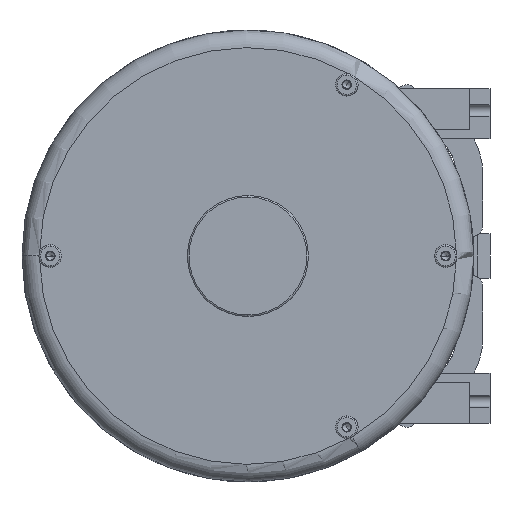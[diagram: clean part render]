
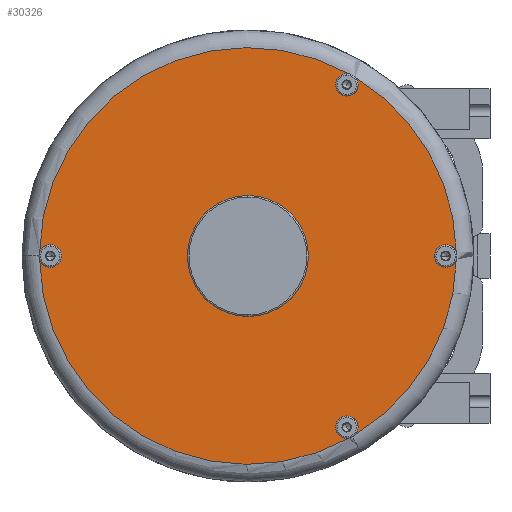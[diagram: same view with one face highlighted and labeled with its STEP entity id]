
A CAD part, left-side view. The second image highlights one B-rep face of the part: STEP entity #30326.
In plain terms, the highlighted planar face has unit normal (-1, 0, 0).
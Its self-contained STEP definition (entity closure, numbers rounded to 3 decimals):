
#12291=CARTESIAN_POINT('',(-229.5,0.,0.));
#12292=DIRECTION('',(-1.,0.,0.));
#12293=DIRECTION('',(0.,0.,1.));
#12294=AXIS2_PLACEMENT_3D('',#12291,#12292,#12293);
#12296=CARTESIAN_POINT('',(-229.5,0.,0.));
#12297=DIRECTION('',(-1.,0.,0.));
#12298=DIRECTION('',(0.,0.,-1.));
#12299=AXIS2_PLACEMENT_3D('',#12296,#12297,#12298);
#12301=CARTESIAN_POINT('',(-229.5,0.,0.));
#12302=DIRECTION('',(-1.,0.,0.));
#12303=DIRECTION('',(0.,-0.515,-0.857));
#12304=AXIS2_PLACEMENT_3D('',#12301,#12302,#12303);
#12306=CARTESIAN_POINT('',(-229.5,-122.5,-212.176));
#12307=DIRECTION('',(-1.,0.,0.));
#12308=DIRECTION('',(0.,-0.759,-0.651));
#12309=AXIS2_PLACEMENT_3D('',#12306,#12307,#12308);
#12311=CARTESIAN_POINT('',(-229.5,-122.5,-212.176));
#12312=DIRECTION('',(-1.,0.,0.));
#12313=DIRECTION('',(0.,0.,1.));
#12314=AXIS2_PLACEMENT_3D('',#12311,#12312,#12313);
#12316=CARTESIAN_POINT('',(-229.5,-122.5,-212.176));
#12317=DIRECTION('',(-1.,0.,0.));
#12318=DIRECTION('',(0.,0.,-1.));
#12319=AXIS2_PLACEMENT_3D('',#12316,#12317,#12318);
#12321=CARTESIAN_POINT('',(-229.5,0.,0.));
#12322=DIRECTION('',(-1.,0.,0.));
#12323=DIRECTION('',(0.,1.,-0.018));
#12324=AXIS2_PLACEMENT_3D('',#12321,#12322,#12323);
#12326=CARTESIAN_POINT('',(-229.5,245.,0.));
#12327=DIRECTION('',(-1.,0.,0.));
#12328=DIRECTION('',(0.,0.943,-0.332));
#12329=AXIS2_PLACEMENT_3D('',#12326,#12327,#12328);
#12331=CARTESIAN_POINT('',(-229.5,245.,0.));
#12332=DIRECTION('',(-1.,0.,0.));
#12333=DIRECTION('',(0.,0.,-1.));
#12334=AXIS2_PLACEMENT_3D('',#12331,#12332,#12333);
#12336=CARTESIAN_POINT('',(-229.5,245.,0.));
#12337=DIRECTION('',(-1.,0.,0.));
#12338=DIRECTION('',(0.,0.,1.));
#12339=AXIS2_PLACEMENT_3D('',#12336,#12337,#12338);
#12341=CARTESIAN_POINT('',(-229.5,0.,0.));
#12342=DIRECTION('',(-1.,0.,0.));
#12343=DIRECTION('',(0.,-0.484,0.875));
#12344=AXIS2_PLACEMENT_3D('',#12341,#12342,#12343);
#12346=CARTESIAN_POINT('',(-229.5,-122.5,212.176));
#12347=DIRECTION('',(-1.,0.,0.));
#12348=DIRECTION('',(0.,-0.185,0.983));
#12349=AXIS2_PLACEMENT_3D('',#12346,#12347,#12348);
#12351=CARTESIAN_POINT('',(-229.5,-122.5,212.176));
#12352=DIRECTION('',(-1.,0.,0.));
#12353=DIRECTION('',(0.,0.,1.));
#12354=AXIS2_PLACEMENT_3D('',#12351,#12352,#12353);
#12356=CARTESIAN_POINT('',(-229.5,-122.5,212.176));
#12357=DIRECTION('',(-1.,0.,0.));
#12358=DIRECTION('',(0.,0.,-1.));
#12359=AXIS2_PLACEMENT_3D('',#12356,#12357,#12358);
#12361=CARTESIAN_POINT('',(-229.5,0.,0.));
#12362=DIRECTION('',(-1.,0.,0.));
#12363=DIRECTION('',(0.,-1.,0.018));
#12364=AXIS2_PLACEMENT_3D('',#12361,#12362,#12363);
#12366=CARTESIAN_POINT('',(-229.5,-245.,0.));
#12367=DIRECTION('',(-1.,0.,0.));
#12368=DIRECTION('',(0.,-0.943,0.332));
#12369=AXIS2_PLACEMENT_3D('',#12366,#12367,#12368);
#12371=CARTESIAN_POINT('',(-229.5,-245.,0.));
#12372=DIRECTION('',(-1.,0.,0.));
#12373=DIRECTION('',(0.,0.,1.));
#12374=AXIS2_PLACEMENT_3D('',#12371,#12372,#12373);
#12376=CARTESIAN_POINT('',(-229.5,-245.,0.));
#12377=DIRECTION('',(-1.,0.,0.));
#12378=DIRECTION('',(0.,0.,-1.));
#12379=AXIS2_PLACEMENT_3D('',#12376,#12377,#12378);
#15063=CARTESIAN_POINT('',(-229.5,0.,75.));
#15064=CARTESIAN_POINT('',(-229.5,0.,-75.));
#15065=VERTEX_POINT('',#15063);
#15066=VERTEX_POINT('',#15064);
#15067=CARTESIAN_POINT('',(-229.5,245.,-14.));
#15068=CARTESIAN_POINT('',(-229.5,245.,14.));
#15069=VERTEX_POINT('',#15067);
#15070=VERTEX_POINT('',#15068);
#15071=CARTESIAN_POINT('',(-229.5,-122.5,226.176));
#15072=CARTESIAN_POINT('',(-229.5,-122.5,198.176));
#15073=VERTEX_POINT('',#15071);
#15074=VERTEX_POINT('',#15072);
#15075=CARTESIAN_POINT('',(-229.5,-245.,14.));
#15076=CARTESIAN_POINT('',(-229.5,-245.,-14.));
#15077=VERTEX_POINT('',#15075);
#15078=VERTEX_POINT('',#15076);
#15079=CARTESIAN_POINT('',(-229.5,-122.5,-198.176));
#15080=CARTESIAN_POINT('',(-229.5,-122.5,-226.176));
#15081=VERTEX_POINT('',#15079);
#15082=VERTEX_POINT('',#15080);
#15153=CARTESIAN_POINT('',(-229.5,-133.124,-221.294));
#15154=CARTESIAN_POINT('',(-229.5,-258.208,-4.636));
#15155=VERTEX_POINT('',#15153);
#15156=VERTEX_POINT('',#15154);
#15162=CARTESIAN_POINT('',(-229.5,258.208,-4.641));
#15163=CARTESIAN_POINT('',(-229.5,-125.085,-225.936));
#15164=VERTEX_POINT('',#15162);
#15165=VERTEX_POINT('',#15163);
#15169=CARTESIAN_POINT('',(-229.5,-125.085,225.936));
#15170=CARTESIAN_POINT('',(-229.5,258.208,4.635));
#15171=VERTEX_POINT('',#15169);
#15172=VERTEX_POINT('',#15170);
#15173=CARTESIAN_POINT('',(-229.5,-258.208,4.641));
#15174=CARTESIAN_POINT('',(-229.5,-133.124,221.294));
#15175=VERTEX_POINT('',#15173);
#15176=VERTEX_POINT('',#15174);
#30285=CARTESIAN_POINT('',(-229.5,0.,0.));
#30286=DIRECTION('',(1.,0.,0.));
#30287=DIRECTION('',(0.,-1.,0.));
#30288=AXIS2_PLACEMENT_3D('',#30285,#30286,#30287);
#30289=PLANE('',#30288);
#30290=ORIENTED_EDGE('',*,*,#28641,.F.);
#30292=ORIENTED_EDGE('',*,*,#30291,.T.);
#30294=ORIENTED_EDGE('',*,*,#30293,.T.);
#30296=ORIENTED_EDGE('',*,*,#30295,.T.);
#30297=ORIENTED_EDGE('',*,*,#30273,.F.);
#30299=ORIENTED_EDGE('',*,*,#30298,.T.);
#30301=ORIENTED_EDGE('',*,*,#30300,.T.);
#30303=ORIENTED_EDGE('',*,*,#30302,.T.);
#30304=ORIENTED_EDGE('',*,*,#28649,.F.);
#30306=ORIENTED_EDGE('',*,*,#30305,.T.);
#30308=ORIENTED_EDGE('',*,*,#30307,.T.);
#30310=ORIENTED_EDGE('',*,*,#30309,.T.);
#30311=ORIENTED_EDGE('',*,*,#28645,.F.);
#30313=ORIENTED_EDGE('',*,*,#30312,.T.);
#30315=ORIENTED_EDGE('',*,*,#30314,.T.);
#30317=ORIENTED_EDGE('',*,*,#30316,.T.);
#30318=EDGE_LOOP('',(#30290,#30292,#30294,#30296,#30297,#30299,#30301,#30303,
#30304,#30306,#30308,#30310,#30311,#30313,#30315,#30317));
#30319=FACE_OUTER_BOUND('',#30318,.F.);
#30321=ORIENTED_EDGE('',*,*,#30320,.T.);
#30323=ORIENTED_EDGE('',*,*,#30322,.T.);
#30324=EDGE_LOOP('',(#30321,#30323));
#30325=FACE_BOUND('',#30324,.F.);
#30326=ADVANCED_FACE('',(#30319,#30325),#30289,.F.);
#12295=CIRCLE('',#12294,75.);
#12300=CIRCLE('',#12299,75.);
#12305=CIRCLE('',#12304,258.25);
#12310=CIRCLE('',#12309,14.);
#12315=CIRCLE('',#12314,14.);
#12320=CIRCLE('',#12319,14.);
#12325=CIRCLE('',#12324,258.25);
#12330=CIRCLE('',#12329,14.);
#12335=CIRCLE('',#12334,14.);
#12340=CIRCLE('',#12339,14.);
#12345=CIRCLE('',#12344,258.25);
#12350=CIRCLE('',#12349,14.);
#12355=CIRCLE('',#12354,14.);
#12360=CIRCLE('',#12359,14.);
#12365=CIRCLE('',#12364,258.25);
#12370=CIRCLE('',#12369,14.);
#12375=CIRCLE('',#12374,14.);
#12380=CIRCLE('',#12379,14.);
#28641=EDGE_CURVE('',#15155,#15156,#12305,.T.);
#28645=EDGE_CURVE('',#15175,#15176,#12365,.T.);
#28649=EDGE_CURVE('',#15171,#15172,#12345,.T.);
#30273=EDGE_CURVE('',#15164,#15165,#12325,.T.);
#30291=EDGE_CURVE('',#15155,#15081,#12310,.T.);
#30293=EDGE_CURVE('',#15081,#15082,#12315,.T.);
#30295=EDGE_CURVE('',#15082,#15165,#12320,.T.);
#30298=EDGE_CURVE('',#15164,#15069,#12330,.T.);
#30300=EDGE_CURVE('',#15069,#15070,#12335,.T.);
#30302=EDGE_CURVE('',#15070,#15172,#12340,.T.);
#30305=EDGE_CURVE('',#15171,#15073,#12350,.T.);
#30307=EDGE_CURVE('',#15073,#15074,#12355,.T.);
#30309=EDGE_CURVE('',#15074,#15176,#12360,.T.);
#30312=EDGE_CURVE('',#15175,#15077,#12370,.T.);
#30314=EDGE_CURVE('',#15077,#15078,#12375,.T.);
#30316=EDGE_CURVE('',#15078,#15156,#12380,.T.);
#30320=EDGE_CURVE('',#15065,#15066,#12295,.T.);
#30322=EDGE_CURVE('',#15066,#15065,#12300,.T.);
